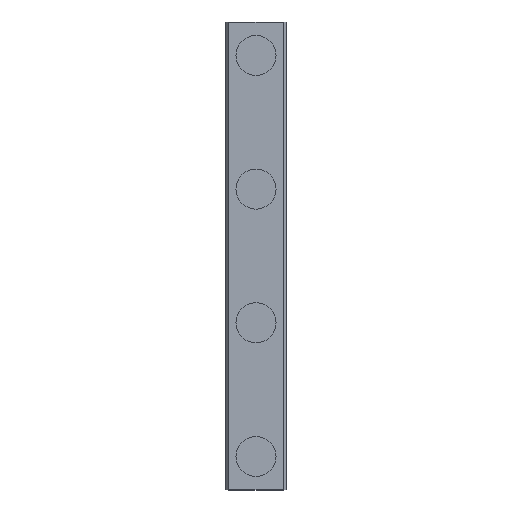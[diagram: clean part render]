
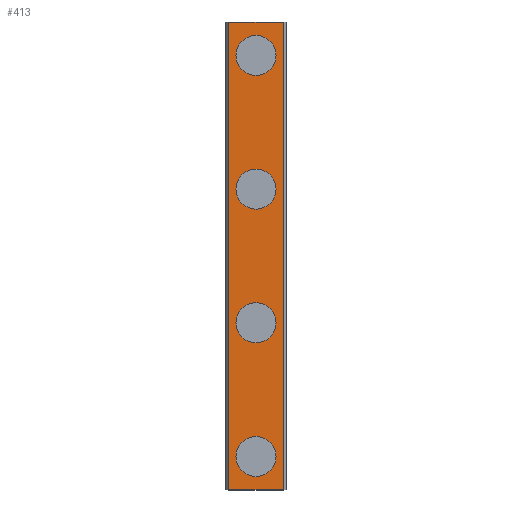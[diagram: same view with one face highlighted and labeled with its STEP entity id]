
A CAD part, top view. The second image highlights one B-rep face of the part: STEP entity #413.
In plain terms, the highlighted planar face has unit normal (0, 0, 1).
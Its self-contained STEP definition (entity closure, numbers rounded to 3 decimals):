
#413=ADVANCED_FACE('',(#831,#832,#833,#834,#835),#836,.T.);
#831=FACE_BOUND('',#1255,.T.);
#832=FACE_BOUND('',#1256,.T.);
#833=FACE_BOUND('',#1257,.T.);
#834=FACE_BOUND('',#1258,.T.);
#835=FACE_OUTER_BOUND('',#1259,.T.);
#836=PLANE('',#1260);
#1255=EDGE_LOOP('',(#2372,#2373));
#1256=EDGE_LOOP('',(#2374,#2375));
#1257=EDGE_LOOP('',(#2376,#2377));
#1258=EDGE_LOOP('',(#2378,#2379));
#1259=EDGE_LOOP('',(#2380,#2381,#2382,#2383));
#1260=AXIS2_PLACEMENT_3D('',#2384,#2385,#2386);
#2372=ORIENTED_EDGE('',*,*,#2559,.T.);
#2373=ORIENTED_EDGE('',*,*,#2914,.T.);
#2374=ORIENTED_EDGE('',*,*,#2549,.T.);
#2375=ORIENTED_EDGE('',*,*,#2920,.T.);
#2376=ORIENTED_EDGE('',*,*,#2539,.T.);
#2377=ORIENTED_EDGE('',*,*,#2926,.T.);
#2378=ORIENTED_EDGE('',*,*,#2529,.T.);
#2379=ORIENTED_EDGE('',*,*,#2932,.T.);
#2380=ORIENTED_EDGE('',*,*,#2897,.T.);
#2381=ORIENTED_EDGE('',*,*,#2958,.F.);
#2382=ORIENTED_EDGE('',*,*,#2779,.T.);
#2383=ORIENTED_EDGE('',*,*,#2956,.T.);
#2384=CARTESIAN_POINT('',(0.0,70.0,6.5));
#2385=DIRECTION('',(0.0,0.0,1.0));
#2386=DIRECTION('',(-1.0,0.0,0.0));
#2529=EDGE_CURVE('',#3010,#3007,#3011,.T.);
#2539=EDGE_CURVE('',#3028,#3025,#3029,.T.);
#2549=EDGE_CURVE('',#3046,#3043,#3047,.T.);
#2559=EDGE_CURVE('',#3064,#3061,#3065,.T.);
#2779=EDGE_CURVE('',#3395,#3393,#3396,.T.);
#2897=EDGE_CURVE('',#3584,#3582,#3585,.T.);
#2914=EDGE_CURVE('',#3061,#3064,#3611,.T.);
#2920=EDGE_CURVE('',#3043,#3046,#3617,.T.);
#2926=EDGE_CURVE('',#3025,#3028,#3623,.T.);
#2932=EDGE_CURVE('',#3007,#3010,#3629,.T.);
#2956=EDGE_CURVE('',#3393,#3584,#3653,.T.);
#2958=EDGE_CURVE('',#3395,#3582,#3655,.T.);
#3007=VERTEX_POINT('',#3708);
#3010=VERTEX_POINT('',#3712);
#3011=CIRCLE('',#3713,3.0);
#3025=VERTEX_POINT('',#3730);
#3028=VERTEX_POINT('',#3734);
#3029=CIRCLE('',#3735,3.0);
#3043=VERTEX_POINT('',#3752);
#3046=VERTEX_POINT('',#3756);
#3047=CIRCLE('',#3757,3.0);
#3061=VERTEX_POINT('',#3774);
#3064=VERTEX_POINT('',#3778);
#3065=CIRCLE('',#3779,3.0);
#3393=VERTEX_POINT('',#4237);
#3395=VERTEX_POINT('',#4240);
#3396=LINE('',#4241,#4242);
#3582=VERTEX_POINT('',#4506);
#3584=VERTEX_POINT('',#4509);
#3585=LINE('',#4510,#4511);
#3611=CIRCLE('',#4541,3.0);
#3617=CIRCLE('',#4547,3.0);
#3623=CIRCLE('',#4553,3.0);
#3629=CIRCLE('',#4559,3.0);
#3653=LINE('',#4594,#4595);
#3655=LINE('',#4597,#4598);
#3708=CARTESIAN_POINT('',(3.0,5.0,6.5));
#3712=CARTESIAN_POINT('',(-3.0,5.0,6.5));
#3713=AXIS2_PLACEMENT_3D('',#4658,#4659,#4660);
#3730=CARTESIAN_POINT('',(3.0,25.0,6.5));
#3734=CARTESIAN_POINT('',(-3.0,25.0,6.5));
#3735=AXIS2_PLACEMENT_3D('',#4674,#4675,#4676);
#3752=CARTESIAN_POINT('',(3.0,45.0,6.5));
#3756=CARTESIAN_POINT('',(-3.0,45.0,6.5));
#3757=AXIS2_PLACEMENT_3D('',#4690,#4691,#4692);
#3774=CARTESIAN_POINT('',(3.0,65.0,6.5));
#3778=CARTESIAN_POINT('',(-3.0,65.0,6.5));
#3779=AXIS2_PLACEMENT_3D('',#4706,#4707,#4708);
#4237=CARTESIAN_POINT('',(-4.1,70.0,6.5));
#4240=CARTESIAN_POINT('',(4.1,70.0,6.5));
#4241=CARTESIAN_POINT('',(4.1,70.0,6.5));
#4242=VECTOR('',#4930,1.0);
#4506=CARTESIAN_POINT('',(4.1,0.0,6.5));
#4509=CARTESIAN_POINT('',(-4.1,0.0,6.5));
#4510=CARTESIAN_POINT('',(4.1,0.0,6.5));
#4511=VECTOR('',#5052,1.0);
#4541=AXIS2_PLACEMENT_3D('',#5084,#5085,#5086);
#4547=AXIS2_PLACEMENT_3D('',#5093,#5094,#5095);
#4553=AXIS2_PLACEMENT_3D('',#5102,#5103,#5104);
#4559=AXIS2_PLACEMENT_3D('',#5111,#5112,#5113);
#4594=CARTESIAN_POINT('',(-4.1,70.0,6.5));
#4595=VECTOR('',#5125,1.0);
#4597=CARTESIAN_POINT('',(4.1,70.0,6.5));
#4598=VECTOR('',#5126,1.0);
#4658=CARTESIAN_POINT('',(0.0,5.0,6.5));
#4659=DIRECTION('',(0.0,0.0,-1.0));
#4660=DIRECTION('',(1.0,0.0,0.0));
#4674=CARTESIAN_POINT('',(0.0,25.0,6.5));
#4675=DIRECTION('',(0.0,0.0,-1.0));
#4676=DIRECTION('',(1.0,0.0,0.0));
#4690=CARTESIAN_POINT('',(0.0,45.0,6.5));
#4691=DIRECTION('',(0.0,0.0,-1.0));
#4692=DIRECTION('',(1.0,0.0,0.0));
#4706=CARTESIAN_POINT('',(0.0,65.0,6.5));
#4707=DIRECTION('',(0.0,0.0,-1.0));
#4708=DIRECTION('',(1.0,0.0,0.0));
#4930=DIRECTION('',(-1.0,0.0,0.0));
#5052=DIRECTION('',(1.0,0.0,0.0));
#5084=CARTESIAN_POINT('',(0.0,65.0,6.5));
#5085=DIRECTION('',(0.0,0.0,-1.0));
#5086=DIRECTION('',(1.0,0.0,0.0));
#5093=CARTESIAN_POINT('',(0.0,45.0,6.5));
#5094=DIRECTION('',(0.0,0.0,-1.0));
#5095=DIRECTION('',(1.0,0.0,0.0));
#5102=CARTESIAN_POINT('',(0.0,25.0,6.5));
#5103=DIRECTION('',(0.0,0.0,-1.0));
#5104=DIRECTION('',(1.0,0.0,0.0));
#5111=CARTESIAN_POINT('',(0.0,5.0,6.5));
#5112=DIRECTION('',(0.0,0.0,-1.0));
#5113=DIRECTION('',(1.0,0.0,0.0));
#5125=DIRECTION('',(0.0,-1.0,0.0));
#5126=DIRECTION('',(0.0,-1.0,0.0));
